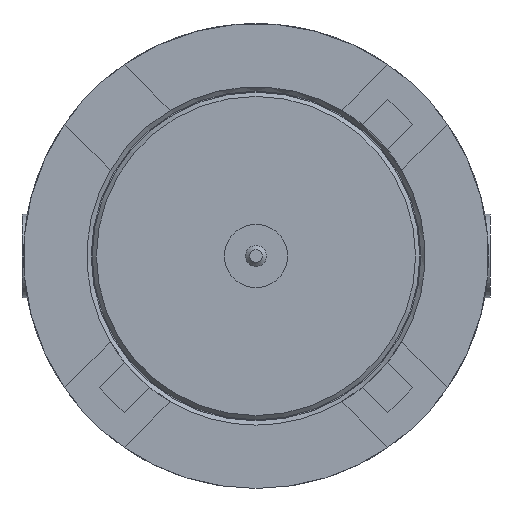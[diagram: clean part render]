
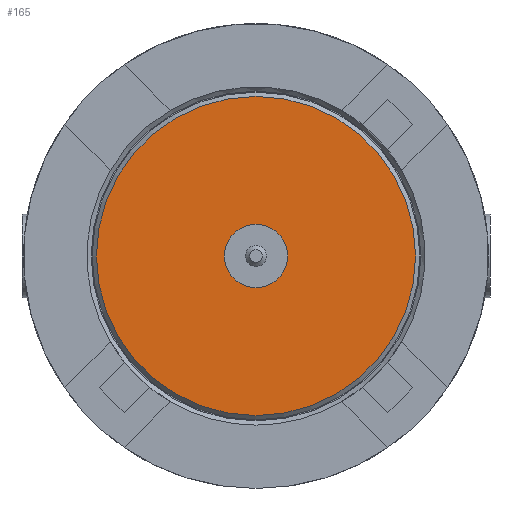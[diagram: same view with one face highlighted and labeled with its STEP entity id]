
A CAD part, front view. The second image highlights one B-rep face of the part: STEP entity #165.
In plain terms, the highlighted planar face has unit normal (0, -1, 0).
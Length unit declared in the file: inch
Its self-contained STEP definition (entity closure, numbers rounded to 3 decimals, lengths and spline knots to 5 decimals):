
#92 = AXIS2_PLACEMENT_3D ( 'NONE', #1115, #2214, #1888 ) ;
#103 = AXIS2_PLACEMENT_3D ( 'NONE', #3217, #2764, #3477 ) ;
#165 = ADVANCED_FACE ( 'NONE', ( #1946, #1105 ), #2164, .T. ) ;
#306 = DIRECTION ( 'NONE',  ( 0., 0., -1. ) ) ;
#859 = EDGE_LOOP ( 'NONE', ( #3365 ) ) ;
#1105 = FACE_OUTER_BOUND ( 'NONE', #859, .T. ) ;
#1115 = CARTESIAN_POINT ( 'NONE',  ( 0., 0., 0. ) ) ;
#1135 = CIRCLE ( 'NONE', #2714, 0.14862 ) ;
#1304 = CARTESIAN_POINT ( 'NONE',  ( 0., 0., -0.14862 ) ) ;
#1393 = CARTESIAN_POINT ( 'NONE',  ( 0., 0., -0.02953 ) ) ;
#1443 = EDGE_LOOP ( 'NONE', ( #3112 ) ) ;
#1888 = DIRECTION ( 'NONE',  ( 0., 0., -1. ) ) ;
#1946 = FACE_BOUND ( 'NONE', #1443, .T. ) ;
#2035 = EDGE_CURVE ( 'NONE', #2739, #2739, #2057, .T. ) ;
#2057 = CIRCLE ( 'NONE', #92, 0.02953 ) ;
#2164 = PLANE ( 'NONE',  #103 ) ;
#2214 = DIRECTION ( 'NONE',  ( 0., -1., 0. ) ) ;
#2714 = AXIS2_PLACEMENT_3D ( 'NONE', #3206, #3277, #306 ) ;
#2739 = VERTEX_POINT ( 'NONE', #1393 ) ;
#2756 = EDGE_CURVE ( 'NONE', #3468, #3468, #1135, .T. ) ;
#2764 = DIRECTION ( 'NONE',  ( 0., -1., 0. ) ) ;
#3112 = ORIENTED_EDGE ( 'NONE', *, *, #2035, .F. ) ;
#3206 = CARTESIAN_POINT ( 'NONE',  ( 0., 0., 0. ) ) ;
#3217 = CARTESIAN_POINT ( 'NONE',  ( 0.02953, 0., 0. ) ) ;
#3277 = DIRECTION ( 'NONE',  ( 0., -1., 0. ) ) ;
#3365 = ORIENTED_EDGE ( 'NONE', *, *, #2756, .T. ) ;
#3468 = VERTEX_POINT ( 'NONE', #1304 ) ;
#3477 = DIRECTION ( 'NONE',  ( 0., 0., -1. ) ) ;
